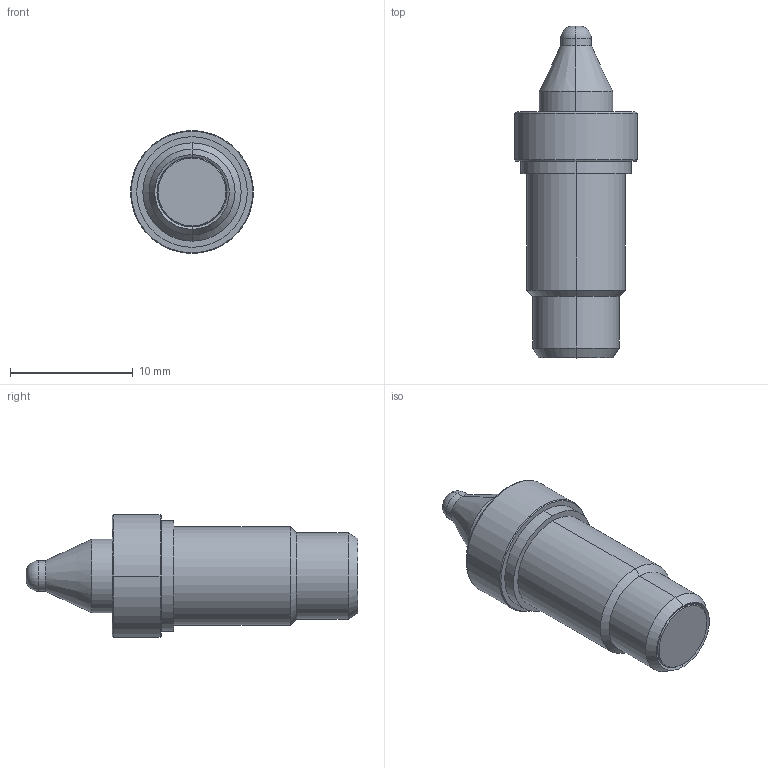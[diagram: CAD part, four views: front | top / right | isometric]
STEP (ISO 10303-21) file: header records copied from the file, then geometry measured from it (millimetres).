
FILE_DESCRIPTION (( 'STEP AP214' ), '1' );
FILE_NAME ('25215~0.STEP', '2018-07-19T06:50:02', ( '' ), ( '' ), 'SwSTEP 2.0', 'SolidWorks 2018', '' );
FILE_SCHEMA (( 'AUTOMOTIVE_DESIGN' ));
Length unit declared in the file: millimetre
Products named in the file (1): 25215~0
Bounding box: 10 x 27 x 10 mm (x, y, z)
Volume: 1174.4 mm3; surface area: 727.2 mm2
Topology: 1 solids, 1 shells, 35 faces, 68 edges, 40 vertices
Faces by surface type: cone 14, cylinder 12, plane 7, torus 2
Entity records: 1128 total; most frequent: DIRECTION 182, CARTESIAN_POINT 144, ORIENTED_EDGE 136, AXIS2_PLACEMENT_3D 78, EDGE_CURVE 68, CIRCLE 42, EDGE_LOOP 40, VERTEX_POINT 40
